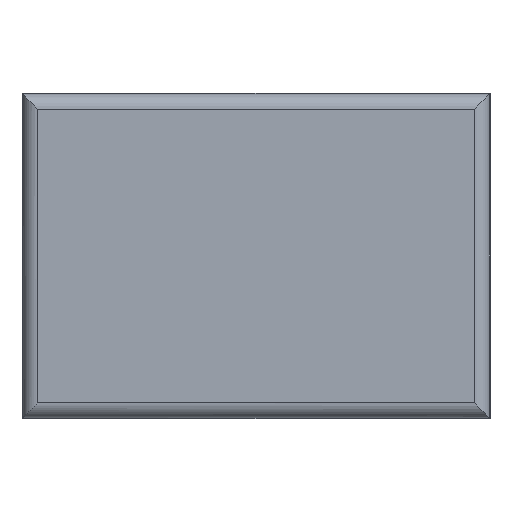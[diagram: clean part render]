
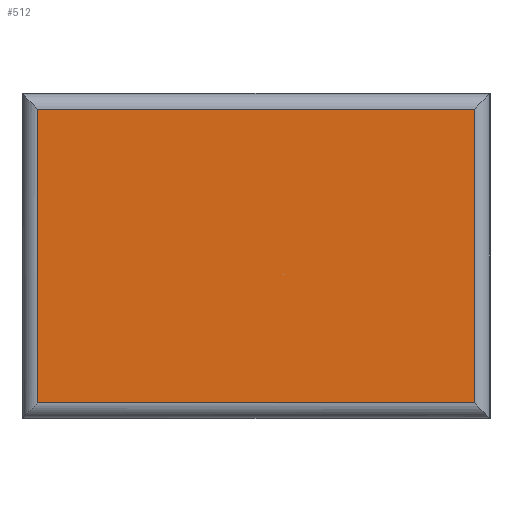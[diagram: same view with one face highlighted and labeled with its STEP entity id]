
A CAD part, front view. The second image highlights one B-rep face of the part: STEP entity #512.
In plain terms, the highlighted planar face has unit normal (0, -1, 0).
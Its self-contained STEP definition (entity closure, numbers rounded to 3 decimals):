
#22 = DIRECTION ( 'NONE',  ( 1., 0., 0. ) ) ;
#29 = VECTOR ( 'NONE', #22, 1000. ) ;
#60 = DIRECTION ( 'NONE',  ( 0., 0., -1. ) ) ;
#88 = PLANE ( 'NONE',  #854 ) ;
#98 = ORIENTED_EDGE ( 'NONE', *, *, #554, .T. ) ;
#148 = CARTESIAN_POINT ( 'NONE',  ( 49.5, -4., -33.3 ) ) ;
#153 = VECTOR ( 'NONE', #1069, 1000. ) ;
#240 = EDGE_CURVE ( 'NONE', #1279, #1313, #1214, .T. ) ;
#339 = ORIENTED_EDGE ( 'NONE', *, *, #1535, .T. ) ;
#348 = CARTESIAN_POINT ( 'NONE',  ( -49.5, -4., -36.8 ) ) ;
#512 = ADVANCED_FACE ( 'NONE', ( #1514 ), #88, .T. ) ;
#541 = LINE ( 'NONE', #1190, #956 ) ;
#542 = LINE ( 'NONE', #348, #794 ) ;
#554 = EDGE_CURVE ( 'NONE', #1560, #865, #563, .T. ) ;
#563 = LINE ( 'NONE', #1233, #153 ) ;
#619 = CARTESIAN_POINT ( 'NONE',  ( -49.5, -4., 33.3 ) ) ;
#757 = ORIENTED_EDGE ( 'NONE', *, *, #936, .T. ) ;
#794 = VECTOR ( 'NONE', #60, 1000. ) ;
#854 = AXIS2_PLACEMENT_3D ( 'NONE', #1507, #1076, #1501 ) ;
#865 = VERTEX_POINT ( 'NONE', #619 ) ;
#936 = EDGE_CURVE ( 'NONE', #1313, #1560, #541, .T. ) ;
#956 = VECTOR ( 'NONE', #1627, 1000. ) ;
#1069 = DIRECTION ( 'NONE',  ( -1., 0., 0. ) ) ;
#1076 = DIRECTION ( 'NONE',  ( 0., -1., 0. ) ) ;
#1101 = ORIENTED_EDGE ( 'NONE', *, *, #240, .T. ) ;
#1190 = CARTESIAN_POINT ( 'NONE',  ( 49.5, -4., -36.8 ) ) ;
#1214 = LINE ( 'NONE', #148, #29 ) ;
#1221 = CARTESIAN_POINT ( 'NONE',  ( 49.5, -4., 33.3 ) ) ;
#1233 = CARTESIAN_POINT ( 'NONE',  ( 49.5, -4., 33.3 ) ) ;
#1279 = VERTEX_POINT ( 'NONE', #1393 ) ;
#1313 = VERTEX_POINT ( 'NONE', #1557 ) ;
#1393 = CARTESIAN_POINT ( 'NONE',  ( -49.5, -4., -33.3 ) ) ;
#1480 = EDGE_LOOP ( 'NONE', ( #98, #339, #1101, #757 ) ) ;
#1501 = DIRECTION ( 'NONE',  ( 0., 0., -1. ) ) ;
#1507 = CARTESIAN_POINT ( 'NONE',  ( 49.5, -4., -36.8 ) ) ;
#1514 = FACE_OUTER_BOUND ( 'NONE', #1480, .T. ) ;
#1535 = EDGE_CURVE ( 'NONE', #865, #1279, #542, .T. ) ;
#1557 = CARTESIAN_POINT ( 'NONE',  ( 49.5, -4., -33.3 ) ) ;
#1560 = VERTEX_POINT ( 'NONE', #1221 ) ;
#1627 = DIRECTION ( 'NONE',  ( 0., 0., 1. ) ) ;
